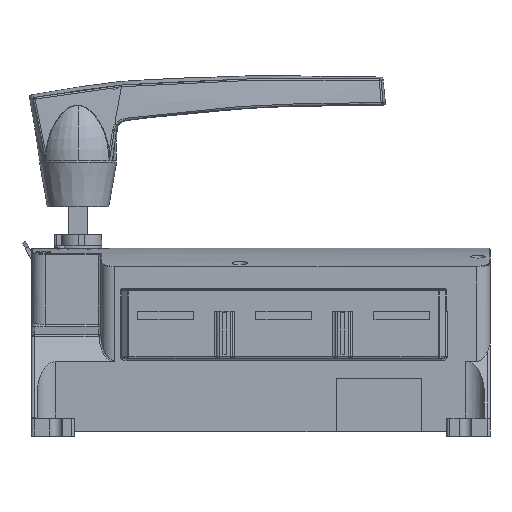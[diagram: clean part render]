
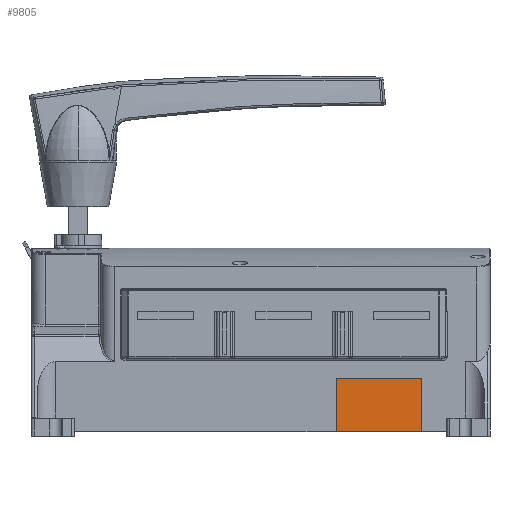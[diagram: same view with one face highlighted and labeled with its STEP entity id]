
A CAD part, front view. The second image highlights one B-rep face of the part: STEP entity #9805.
In plain terms, the highlighted face is planar.
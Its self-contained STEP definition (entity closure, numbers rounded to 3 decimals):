
#1498 = ORIENTED_EDGE ( 'NONE', *, *, #35755, .F. ) ;
#3344 = ORIENTED_EDGE ( 'NONE', *, *, #10214, .T. ) ;
#4271 = DIRECTION ( 'NONE',  ( 0., 0., -1. ) ) ;
#4336 = FACE_OUTER_BOUND ( 'NONE', #31910, .T. ) ;
#4516 = VERTEX_POINT ( 'NONE', #49071 ) ;
#5510 = EDGE_CURVE ( 'NONE', #24204, #47618, #25406, .T. ) ;
#9805 = ADVANCED_FACE ( 'NONE', ( #4336 ), #46529, .F. ) ;
#9914 = ORIENTED_EDGE ( 'NONE', *, *, #20396, .F. ) ;
#10214 = EDGE_CURVE ( 'NONE', #24204, #20780, #23487, .T. ) ;
#10219 = CARTESIAN_POINT ( 'NONE',  ( -110.64, 105.085, -30.282 ) ) ;
#10737 = DIRECTION ( 'NONE',  ( 0., 0., -1. ) ) ;
#11212 = DIRECTION ( 'NONE',  ( 0., -1., 0. ) ) ;
#11780 = CARTESIAN_POINT ( 'NONE',  ( -113.64, 105.085, -68.582 ) ) ;
#12105 = DIRECTION ( 'NONE',  ( 1., 0., 0. ) ) ;
#15577 = CARTESIAN_POINT ( 'NONE',  ( -50.84, 105.085, -68.582 ) ) ;
#20396 = EDGE_CURVE ( 'NONE', #4516, #20780, #40958, .T. ) ;
#20724 = LINE ( 'NONE', #38107, #49231 ) ;
#20780 = VERTEX_POINT ( 'NONE', #15577 ) ;
#22840 = DIRECTION ( 'NONE',  ( -1., 0., 0. ) ) ;
#22874 = CARTESIAN_POINT ( 'NONE',  ( -50.84, 105.085, -30.282 ) ) ;
#23328 = CARTESIAN_POINT ( 'NONE',  ( -110.64, 105.085, -68.582 ) ) ;
#23487 = LINE ( 'NONE', #22874, #35038 ) ;
#24204 = VERTEX_POINT ( 'NONE', #47435 ) ;
#25126 = CARTESIAN_POINT ( 'NONE',  ( -112.64, 105.085, -30.282 ) ) ;
#25406 = LINE ( 'NONE', #10219, #36345 ) ;
#31910 = EDGE_LOOP ( 'NONE', ( #9914, #1498, #32372, #3344 ) ) ;
#32372 = ORIENTED_EDGE ( 'NONE', *, *, #5510, .F. ) ;
#33782 = AXIS2_PLACEMENT_3D ( 'NONE', #23328, #11212, #38397 ) ;
#35038 = VECTOR ( 'NONE', #4271, 1000. ) ;
#35755 = EDGE_CURVE ( 'NONE', #47618, #4516, #20724, .T. ) ;
#36345 = VECTOR ( 'NONE', #22840, 1000. ) ;
#38107 = CARTESIAN_POINT ( 'NONE',  ( -112.64, 105.085, -68.582 ) ) ;
#38397 = DIRECTION ( 'NONE',  ( 0., 0., -1. ) ) ;
#40958 = LINE ( 'NONE', #11780, #42804 ) ;
#42804 = VECTOR ( 'NONE', #12105, 1000. ) ;
#46529 = PLANE ( 'NONE',  #33782 ) ;
#47435 = CARTESIAN_POINT ( 'NONE',  ( -50.84, 105.085, -30.282 ) ) ;
#47618 = VERTEX_POINT ( 'NONE', #25126 ) ;
#49071 = CARTESIAN_POINT ( 'NONE',  ( -112.64, 105.085, -68.582 ) ) ;
#49231 = VECTOR ( 'NONE', #10737, 1000. ) ;
